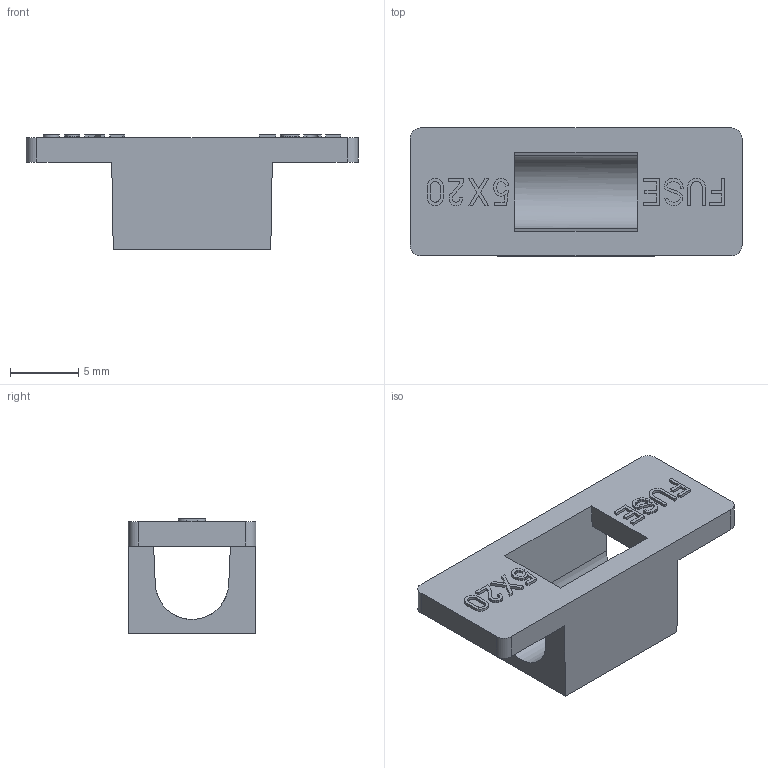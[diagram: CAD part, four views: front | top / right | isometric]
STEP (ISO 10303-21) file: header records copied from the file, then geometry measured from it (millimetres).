
FILE_DESCRIPTION( ( 'Unknown' ), '1' );
FILE_NAME( '696122003001_I - BS_232.stp', 'Unknown', ( 'Quentin LAIDEBEUR' ), ( 'WE' ), 'PSStep 15.0.49', 'Sample-box', ' ' );
FILE_SCHEMA( ( 'AUTOMOTIVE_DESIGN { 1 0 10303 214 1 1 1 1 }' ) );
Length unit declared in the file: millimetre
Products named in the file (1): 1
Bounding box: 24.4 x 9.4 x 8.4 mm (x, y, z)
Volume: 715.2 mm3; surface area: 985.6 mm2
Topology: 1 solids, 1 shells, 242 faces, 702 edges, 468 vertices
Faces by surface type: plane 231, cylinder 11
Entity records: 14553 total; most frequent: CARTESIAN_POINT 1701, ORIENTED_EDGE 1404, DIRECTION 1206, PRESENTATION_STYLE_ASSIGNMENT 1187, COLOUR_RGB 1187, STYLED_ITEM 945, CURVE_STYLE 945, DRAUGHTING_PRE_DEFINED_CURVE_FONT 945
